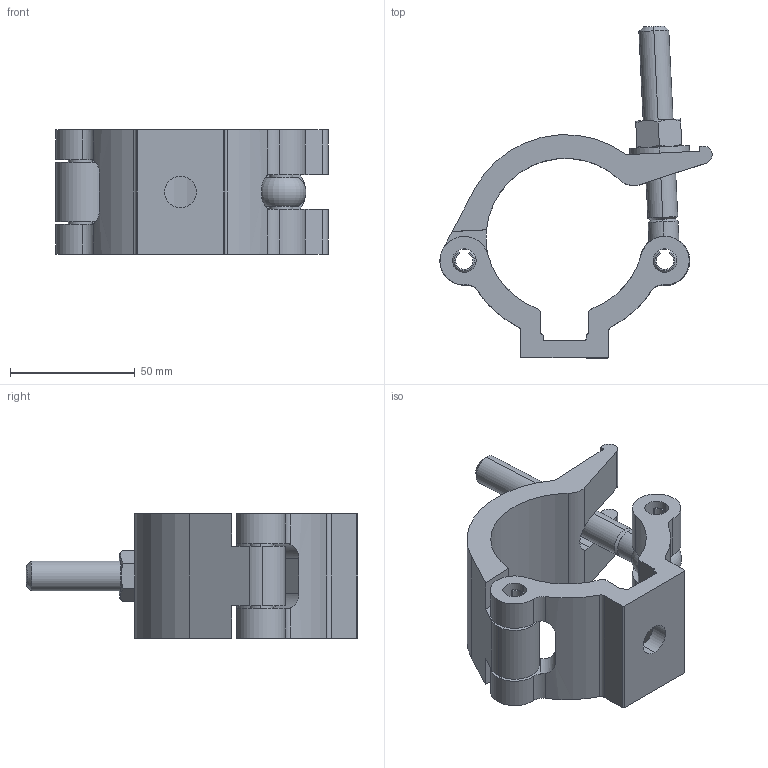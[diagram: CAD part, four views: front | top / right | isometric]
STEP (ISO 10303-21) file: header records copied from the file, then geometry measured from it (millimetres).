
FILE_DESCRIPTION (( 'STEP AP214' ), '1' );
FILE_NAME ('ST57400.step', '2022-11-04T09:46:39', ( '' ), ( '' ), 'SwSTEP 2.0', 'SolidWorks 2022', '' );
FILE_SCHEMA (( 'AUTOMOTIVE_DESIGN' ));
Length unit declared in the file: millimetre
Products named in the file (10): TH2017_TH2017 - 50MM WIDE; ST57400; hex nut style 1 gradeab_doughty fastners - stainless_Hexagon Nut ISO - 4032 - M12 - D - S; TH2018_TH2018 - 50MM WIDE; TH647_TH647; plain washer form a_doughty fastners - stainless_Bright washer BS 4320 - M12 (Form A); F790; TH460_TH460; TH733_TH3084; T78055_ST78055
Assembly tree (10 placements, depth 3):
  ST57400
    TH460_TH460
      TH2017_TH2017 - 50MM WIDE
    TH647_TH647
      TH2018_TH2018 - 50MM WIDE
    T78055_ST78055
      TH733_TH3084
      hex nut style 1 gradeab_doughty fastners - stainless_Hexagon Nut ISO - 4032 - M12 - D - S
      plain washer form a_doughty fastners - stainless_Bright washer BS 4320 - M12 (Form A)
    F790  x2
Bounding box: 109.04 x 133 x 49.9 mm (x, y, z)
Volume: 130266.8 mm3; surface area: 46939.5 mm2
Topology: 7 solids, 7 shells, 217 faces, 528 edges, 326 vertices
Faces by surface type: cylinder 94, cone 66, plane 55, torus 2
Entity records: 6648 total; most frequent: CARTESIAN_POINT 1421, DIRECTION 1104, ORIENTED_EDGE 980, EDGE_CURVE 490, AXIS2_PLACEMENT_3D 441, VERTEX_POINT 302, CIRCLE 224, VECTOR 222
